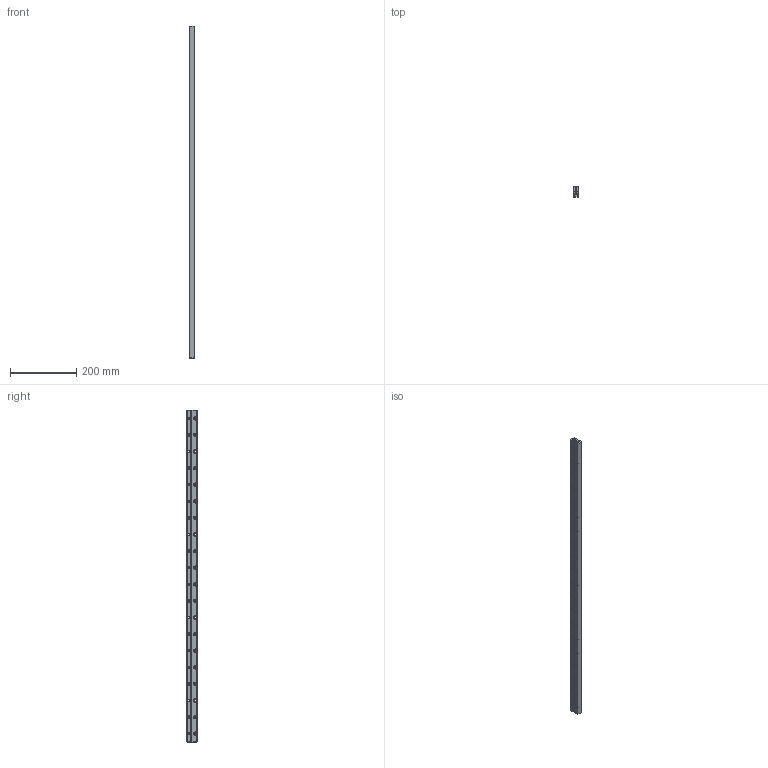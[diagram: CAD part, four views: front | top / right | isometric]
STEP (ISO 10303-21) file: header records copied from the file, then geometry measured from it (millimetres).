
FILE_DESCRIPTION (( 'STEP AP214' ), '1' );
FILE_NAME ('N062015_1000.step', '2013-03-11T06:48:03', ( '' ), ( '' ), 'SwSTEP 2.0', 'SolidWorks 2012', '' );
FILE_SCHEMA (( 'AUTOMOTIVE_DESIGN' ));
Length unit declared in the file: millimetre
Products named in the file (1): N062015_1000
Bounding box: 15 x 31 x 1000 mm (x, y, z)
Volume: 393260.3 mm3; surface area: 136498.3 mm2
Topology: 2 solids, 2 shells, 611 faces, 1565 edges, 986 vertices
Faces by surface type: plane 198, cone 192, cylinder 178, bspline 43
Entity records: 22530 total; most frequent: CARTESIAN_POINT 5818, DIRECTION 3213, ORIENTED_EDGE 3098, EDGE_CURVE 1549, AXIS2_PLACEMENT_3D 1201, VERTEX_POINT 986, LINE 811, VECTOR 811
